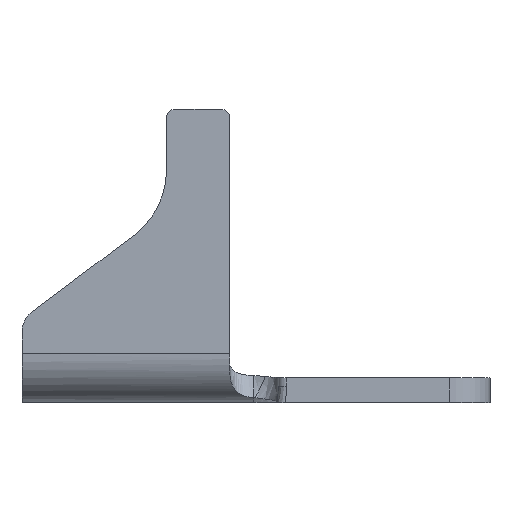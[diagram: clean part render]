
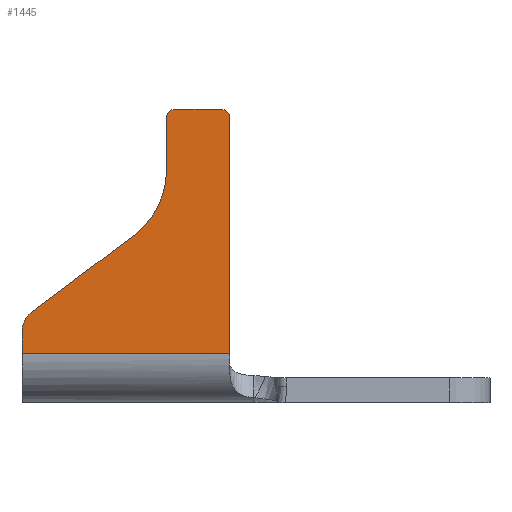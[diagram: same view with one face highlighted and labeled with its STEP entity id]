
A CAD part, top view. The second image highlights one B-rep face of the part: STEP entity #1445.
In plain terms, the highlighted planar face has unit normal (0, 0, 1).
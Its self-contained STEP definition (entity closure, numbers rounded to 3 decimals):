
#20 = VECTOR ( 'NONE', #324, 1000. ) ;
#40 = VERTEX_POINT ( 'NONE', #2468 ) ;
#56 = CARTESIAN_POINT ( 'NONE',  ( -25.75, 5.654, 20.25 ) ) ;
#63 = VECTOR ( 'NONE', #1573, 1000. ) ;
#92 = ORIENTED_EDGE ( 'NONE', *, *, #454, .T. ) ;
#123 = CARTESIAN_POINT ( 'NONE',  ( -28.75, 4.28, 20.25 ) ) ;
#146 = EDGE_CURVE ( 'NONE', #2275, #2145, #1146, .T. ) ;
#151 = AXIS2_PLACEMENT_3D ( 'NONE', #215, #1758, #797 ) ;
#215 = CARTESIAN_POINT ( 'NONE',  ( 0., -17.47, 20.25 ) ) ;
#290 = CARTESIAN_POINT ( 'NONE',  ( -9.99, 32., 20.25 ) ) ;
#309 = VECTOR ( 'NONE', #1492, 1000. ) ;
#324 = DIRECTION ( 'NONE',  ( 0., 1., 0. ) ) ;
#399 = CARTESIAN_POINT ( 'NONE',  ( -3.25, 1.56, 20.25 ) ) ;
#410 = VERTEX_POINT ( 'NONE', #1344 ) ;
#454 = EDGE_CURVE ( 'NONE', #1269, #2145, #912, .T. ) ;
#497 = ORIENTED_EDGE ( 'NONE', *, *, #1975, .T. ) ;
#533 = EDGE_LOOP ( 'NONE', ( #2083, #745, #1460, #1641, #2154, #1709, #1477, #1883, #497, #92 ) ) ;
#545 = EDGE_CURVE ( 'NONE', #410, #2290, #1559, .T. ) ;
#595 = DIRECTION ( 'NONE',  ( 0., 1., 0. ) ) ;
#668 = EDGE_CURVE ( 'NONE', #750, #1783, #705, .T. ) ;
#696 = VERTEX_POINT ( 'NONE', #1839 ) ;
#705 = LINE ( 'NONE', #928, #309 ) ;
#714 = CIRCLE ( 'NONE', #2142, 3. ) ;
#722 = LINE ( 'NONE', #123, #20 ) ;
#742 = DIRECTION ( 'NONE',  ( 0., 0., 1. ) ) ;
#745 = ORIENTED_EDGE ( 'NONE', *, *, #2089, .T. ) ;
#749 = DIRECTION ( 'NONE',  ( 0.799, 0.602, 0. ) ) ;
#750 = VERTEX_POINT ( 'NONE', #1910 ) ;
#755 = CARTESIAN_POINT ( 'NONE',  ( -4.25, 32., 20.25 ) ) ;
#797 = DIRECTION ( 'NONE',  ( 0., 1., 0. ) ) ;
#877 = AXIS2_PLACEMENT_3D ( 'NONE', #755, #742, #595 ) ;
#889 = DIRECTION ( 'NONE',  ( 0., 1., 0. ) ) ;
#912 = CIRCLE ( 'NONE', #877, 1. ) ;
#928 = CARTESIAN_POINT ( 'NONE',  ( 0., 3., 20.25 ) ) ;
#944 = LINE ( 'NONE', #399, #2062 ) ;
#1108 = EDGE_CURVE ( 'NONE', #696, #2290, #2480, .T. ) ;
#1123 = CIRCLE ( 'NONE', #1164, 1. ) ;
#1146 = LINE ( 'NONE', #1558, #63 ) ;
#1149 = VERTEX_POINT ( 'NONE', #2476 ) ;
#1164 = AXIS2_PLACEMENT_3D ( 'NONE', #290, #1451, #1237 ) ;
#1181 = FACE_OUTER_BOUND ( 'NONE', #533, .T. ) ;
#1193 = DIRECTION ( 'NONE',  ( 0., 1., 0. ) ) ;
#1229 = EDGE_CURVE ( 'NONE', #1783, #40, #722, .T. ) ;
#1237 = DIRECTION ( 'NONE',  ( 0., 1., 0. ) ) ;
#1269 = VERTEX_POINT ( 'NONE', #2291 ) ;
#1321 = EDGE_CURVE ( 'NONE', #410, #1149, #2498, .T. ) ;
#1344 = CARTESIAN_POINT ( 'NONE',  ( -10.99, 25.519, 20.25 ) ) ;
#1445 = ADVANCED_FACE ( 'NONE', ( #1181 ), #1950, .F. ) ;
#1451 = DIRECTION ( 'NONE',  ( 0., 0., 1. ) ) ;
#1460 = ORIENTED_EDGE ( 'NONE', *, *, #1321, .F. ) ;
#1472 = CARTESIAN_POINT ( 'NONE',  ( -9.99, 33., 20.25 ) ) ;
#1477 = ORIENTED_EDGE ( 'NONE', *, *, #1229, .F. ) ;
#1492 = DIRECTION ( 'NONE',  ( -1., 0., 0. ) ) ;
#1558 = CARTESIAN_POINT ( 'NONE',  ( -3.25, 33., 20.25 ) ) ;
#1559 = CIRCLE ( 'NONE', #2420, 10. ) ;
#1573 = DIRECTION ( 'NONE',  ( 1., 0., 0. ) ) ;
#1634 = DIRECTION ( 'NONE',  ( 0., 1., 0. ) ) ;
#1641 = ORIENTED_EDGE ( 'NONE', *, *, #545, .T. ) ;
#1709 = ORIENTED_EDGE ( 'NONE', *, *, #2186, .T. ) ;
#1758 = DIRECTION ( 'NONE',  ( 0., 0., -1. ) ) ;
#1783 = VERTEX_POINT ( 'NONE', #2457 ) ;
#1793 = DIRECTION ( 'NONE',  ( 0., 0., 1. ) ) ;
#1839 = CARTESIAN_POINT ( 'NONE',  ( -27.555, 8.05, 20.25 ) ) ;
#1858 = CARTESIAN_POINT ( 'NONE',  ( -14.972, 17.533, 20.25 ) ) ;
#1883 = ORIENTED_EDGE ( 'NONE', *, *, #668, .F. ) ;
#1910 = CARTESIAN_POINT ( 'NONE',  ( -3.25, 3., 20.25 ) ) ;
#1950 = PLANE ( 'NONE',  #151 ) ;
#1955 = DIRECTION ( 'NONE',  ( 0., 1., 0. ) ) ;
#1969 = VECTOR ( 'NONE', #749, 1000. ) ;
#1975 = EDGE_CURVE ( 'NONE', #750, #1269, #944, .T. ) ;
#2032 = CARTESIAN_POINT ( 'NONE',  ( -4.25, 33., 20.25 ) ) ;
#2062 = VECTOR ( 'NONE', #1955, 1000. ) ;
#2083 = ORIENTED_EDGE ( 'NONE', *, *, #146, .F. ) ;
#2089 = EDGE_CURVE ( 'NONE', #2275, #1149, #1123, .T. ) ;
#2142 = AXIS2_PLACEMENT_3D ( 'NONE', #56, #1793, #1634 ) ;
#2145 = VERTEX_POINT ( 'NONE', #2032 ) ;
#2154 = ORIENTED_EDGE ( 'NONE', *, *, #1108, .F. ) ;
#2183 = VECTOR ( 'NONE', #1193, 1000. ) ;
#2186 = EDGE_CURVE ( 'NONE', #696, #40, #714, .T. ) ;
#2242 = CARTESIAN_POINT ( 'NONE',  ( -20.99, 25.519, 20.25 ) ) ;
#2275 = VERTEX_POINT ( 'NONE', #1472 ) ;
#2278 = DIRECTION ( 'NONE',  ( 0., 0., -1. ) ) ;
#2290 = VERTEX_POINT ( 'NONE', #1858 ) ;
#2291 = CARTESIAN_POINT ( 'NONE',  ( -3.25, 32., 20.25 ) ) ;
#2313 = CARTESIAN_POINT ( 'NONE',  ( -10.99, 20.533, 20.25 ) ) ;
#2420 = AXIS2_PLACEMENT_3D ( 'NONE', #2242, #2278, #889 ) ;
#2457 = CARTESIAN_POINT ( 'NONE',  ( -28.75, 3., 20.25 ) ) ;
#2468 = CARTESIAN_POINT ( 'NONE',  ( -28.75, 5.654, 20.25 ) ) ;
#2476 = CARTESIAN_POINT ( 'NONE',  ( -10.99, 32., 20.25 ) ) ;
#2480 = LINE ( 'NONE', #2490, #1969 ) ;
#2490 = CARTESIAN_POINT ( 'NONE',  ( -28.75, 7.15, 20.25 ) ) ;
#2498 = LINE ( 'NONE', #2313, #2183 ) ;
